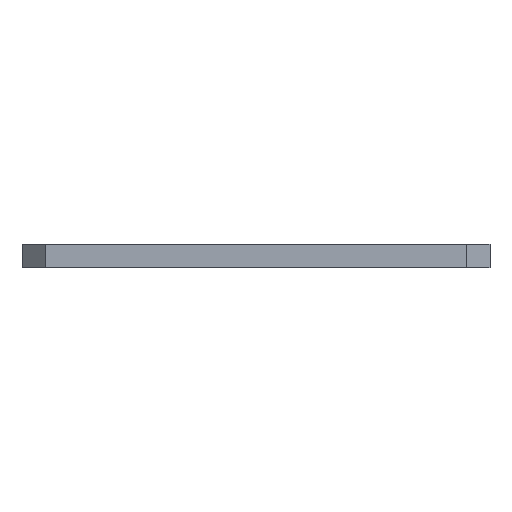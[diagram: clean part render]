
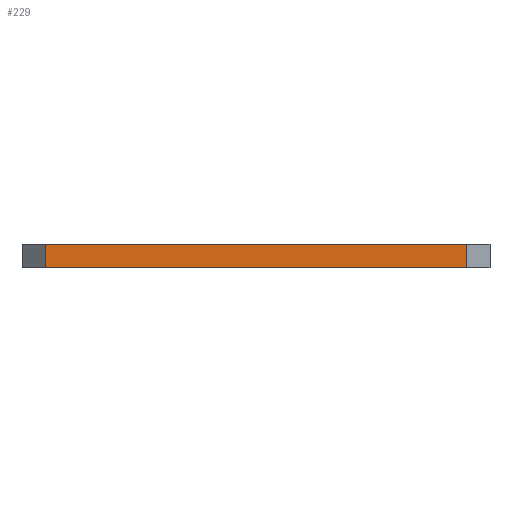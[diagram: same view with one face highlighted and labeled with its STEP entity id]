
A CAD part, front view. The second image highlights one B-rep face of the part: STEP entity #229.
In plain terms, the highlighted planar face has unit normal (0, -1, 0).
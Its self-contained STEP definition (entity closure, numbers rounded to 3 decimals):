
#5 = DIRECTION ( 'NONE',  ( 0., 0., 1. ) ) ;
#6 = LINE ( 'NONE', #440, #444 ) ;
#10 = PLANE ( 'NONE',  #53 ) ;
#53 = AXIS2_PLACEMENT_3D ( 'NONE', #588, #661, #5 ) ;
#91 = VERTEX_POINT ( 'NONE', #308 ) ;
#113 = EDGE_LOOP ( 'NONE', ( #525, #753, #478, #237 ) ) ;
#142 = CARTESIAN_POINT ( 'NONE',  ( -20., -40., 2. ) ) ;
#147 = DIRECTION ( 'NONE',  ( 1., 0., 0. ) ) ;
#153 = DIRECTION ( 'NONE',  ( 1., 0., 0. ) ) ;
#156 = CARTESIAN_POINT ( 'NONE',  ( 18., -40., 2. ) ) ;
#186 = VERTEX_POINT ( 'NONE', #156 ) ;
#212 = CARTESIAN_POINT ( 'NONE',  ( -20., -40., 0. ) ) ;
#229 = ADVANCED_FACE ( 'NONE', ( #231 ), #10, .F. ) ;
#231 = FACE_OUTER_BOUND ( 'NONE', #113, .T. ) ;
#237 = ORIENTED_EDGE ( 'NONE', *, *, #833, .T. ) ;
#279 = LINE ( 'NONE', #142, #863 ) ;
#285 = LINE ( 'NONE', #714, #779 ) ;
#308 = CARTESIAN_POINT ( 'NONE',  ( -18., -40., 0. ) ) ;
#353 = CARTESIAN_POINT ( 'NONE',  ( -18., -40., 2. ) ) ;
#392 = EDGE_CURVE ( 'NONE', #398, #91, #6, .T. ) ;
#398 = VERTEX_POINT ( 'NONE', #353 ) ;
#440 = CARTESIAN_POINT ( 'NONE',  ( -18., -40., 2. ) ) ;
#444 = VECTOR ( 'NONE', #584, 1000. ) ;
#478 = ORIENTED_EDGE ( 'NONE', *, *, #867, .T. ) ;
#502 = LINE ( 'NONE', #212, #624 ) ;
#525 = ORIENTED_EDGE ( 'NONE', *, *, #860, .F. ) ;
#584 = DIRECTION ( 'NONE',  ( 0., 0., -1. ) ) ;
#588 = CARTESIAN_POINT ( 'NONE',  ( -20., -40., 2. ) ) ;
#624 = VECTOR ( 'NONE', #153, 1000. ) ;
#641 = DIRECTION ( 'NONE',  ( 0., 0., 1. ) ) ;
#661 = DIRECTION ( 'NONE',  ( 0., 1., 0. ) ) ;
#714 = CARTESIAN_POINT ( 'NONE',  ( 18., -40., 2. ) ) ;
#749 = VERTEX_POINT ( 'NONE', #919 ) ;
#753 = ORIENTED_EDGE ( 'NONE', *, *, #392, .T. ) ;
#779 = VECTOR ( 'NONE', #641, 1000. ) ;
#833 = EDGE_CURVE ( 'NONE', #749, #186, #285, .T. ) ;
#860 = EDGE_CURVE ( 'NONE', #398, #186, #279, .T. ) ;
#863 = VECTOR ( 'NONE', #147, 1000. ) ;
#867 = EDGE_CURVE ( 'NONE', #91, #749, #502, .T. ) ;
#919 = CARTESIAN_POINT ( 'NONE',  ( 18., -40., 0. ) ) ;
